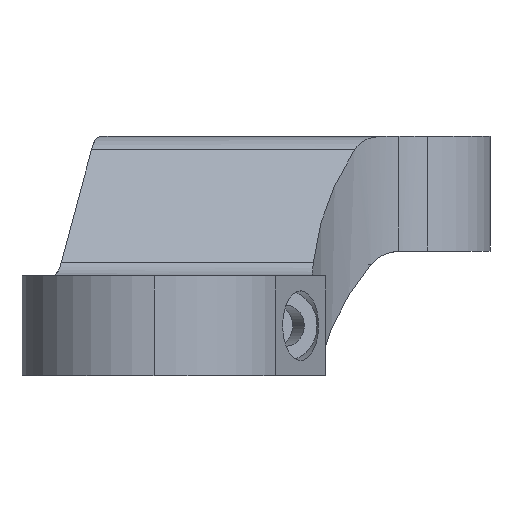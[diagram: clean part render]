
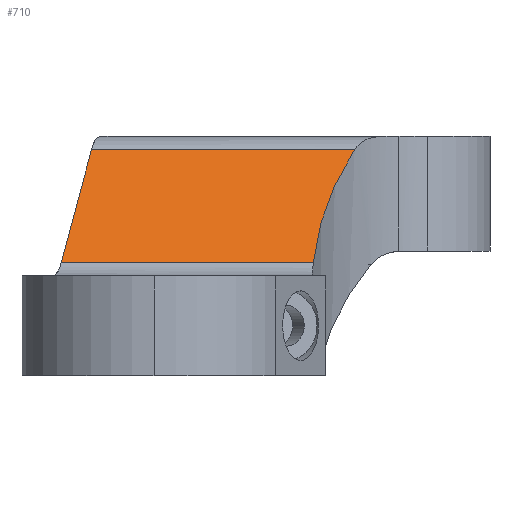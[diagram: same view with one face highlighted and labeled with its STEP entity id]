
A CAD part, left-side view. The second image highlights one B-rep face of the part: STEP entity #710.
In plain terms, the highlighted planar face has unit normal (-0.682, 0, 0.731).
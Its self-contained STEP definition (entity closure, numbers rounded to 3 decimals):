
#139 = EDGE_CURVE ( 'NONE', #2281, #10568, #9260, .T. ) ;
#710 = ADVANCED_FACE ( 'NONE', ( #849 ), #9239, .F. ) ;
#849 = FACE_OUTER_BOUND ( 'NONE', #11639, .T. ) ;
#902 = ORIENTED_EDGE ( 'NONE', *, *, #139, .T. ) ;
#1257 = EDGE_CURVE ( 'NONE', #15728, #10568, #10538, .T. ) ;
#2193 = CARTESIAN_POINT ( 'NONE',  ( 35.122, -31.998, 22.689 ) ) ;
#2281 = VERTEX_POINT ( 'NONE', #3021 ) ;
#2294 = VECTOR ( 'NONE', #12097, 1000. ) ;
#2360 = CARTESIAN_POINT ( 'NONE',  ( 31.587, 19.513, 19.391 ) ) ;
#3021 = CARTESIAN_POINT ( 'NONE',  ( 59.358, -40.292, 45.311 ) ) ;
#3545 = EDGE_CURVE ( 'NONE', #15728, #4126, #5496, .T. ) ;
#3663 = DIRECTION ( 'NONE',  ( -0.731, 0., -0.682 ) ) ;
#3887 = VECTOR ( 'NONE', #7766, 1000. ) ;
#4126 = VERTEX_POINT ( 'NONE', #5212 ) ;
#4602 = CARTESIAN_POINT ( 'NONE',  ( 35.122, -31.79, 22.689 ) ) ;
#5212 = CARTESIAN_POINT ( 'NONE',  ( 35.122, -31.998, 22.689 ) ) ;
#5496 = LINE ( 'NONE', #4602, #2294 ) ;
#6658 = CARTESIAN_POINT ( 'NONE',  ( 32.24, 41.459, 20. ) ) ;
#7766 = DIRECTION ( 'NONE',  ( 0., 1., 0. ) ) ;
#8027 = DIRECTION ( 'NONE',  ( 0.682, 0., -0.731 ) ) ;
#9005 = CARTESIAN_POINT ( 'NONE',  ( 59.358, 12.561, 45.311 ) ) ;
#9239 = PLANE ( 'NONE',  #10199 ) ;
#9260 = LINE ( 'NONE', #15581, #3887 ) ;
#10199 = AXIS2_PLACEMENT_3D ( 'NONE', #6658, #8027, #3663 ) ;
#10538 = LINE ( 'NONE', #2360, #14598 ) ;
#10568 = VERTEX_POINT ( 'NONE', #9005 ) ;
#11392 = EDGE_CURVE ( 'NONE', #4126, #2281, #13083, .T. ) ;
#11639 = EDGE_LOOP ( 'NONE', ( #16085, #902, #13775, #15439 ) ) ;
#12097 = DIRECTION ( 'NONE',  ( 0., -1., 0. ) ) ;
#12818 = CARTESIAN_POINT ( 'NONE',  ( 35.122, 18.629, 22.689 ) ) ;
#12999 = CARTESIAN_POINT ( 'NONE',  ( 59.358, -40.292, 45.311 ) ) ;
#13083 =( BOUNDED_CURVE ( )  B_SPLINE_CURVE ( 3, ( #2193, #14372, #15701, #12999 ),
 .UNSPECIFIED., .F., .F. ) 
 B_SPLINE_CURVE_WITH_KNOTS ( ( 4, 4 ),
 ( 4.81, 5.274 ),
 .UNSPECIFIED. ) 
 CURVE ( )  GEOMETRIC_REPRESENTATION_ITEM ( )  RATIONAL_B_SPLINE_CURVE ( ( 1., 0.982, 0.982, 1. ) ) 
 REPRESENTATION_ITEM ( '' )  );
#13775 = ORIENTED_EDGE ( 'NONE', *, *, #1257, .F. ) ;
#14372 = CARTESIAN_POINT ( 'NONE',  ( 43.774, -32.846, 30.765 ) ) ;
#14589 = DIRECTION ( 'NONE',  ( 0.719, -0.18, 0.671 ) ) ;
#14598 = VECTOR ( 'NONE', #14589, 1000. ) ;
#15439 = ORIENTED_EDGE ( 'NONE', *, *, #3545, .T. ) ;
#15581 = CARTESIAN_POINT ( 'NONE',  ( 59.358, 41.459, 45.311 ) ) ;
#15701 = CARTESIAN_POINT ( 'NONE',  ( 52., -35.661, 38.443 ) ) ;
#15728 = VERTEX_POINT ( 'NONE', #12818 ) ;
#16085 = ORIENTED_EDGE ( 'NONE', *, *, #11392, .T. ) ;
